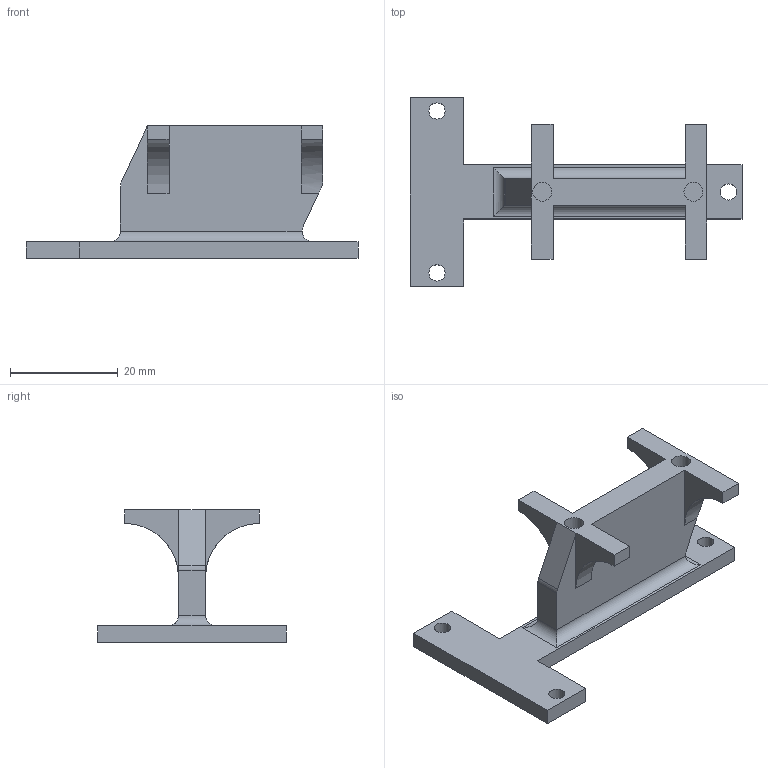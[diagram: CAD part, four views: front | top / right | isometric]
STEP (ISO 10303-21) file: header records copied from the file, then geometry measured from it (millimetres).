
FILE_DESCRIPTION(/* description */ (''),/* implementation_level */ '2;1');
FILE_NAME(/* name */ '身体内支撑件.stp',/* time_stamp */ '2025-08-14T18:50:53+08:00',/* author */ (''),/* organization */ (''),/* preprocessor_version */ 'ST-DEVELOPER v16.7',/* originating_system */ 'SIEMENS PLM Software NX 12.0',/* authorisation */ '');
FILE_SCHEMA (('AUTOMOTIVE_DESIGN { 1 0 10303 214 3 1 1 1 }'));
Length unit declared in the file: millimetre
Products named in the file (1): 身体内支撑件
Bounding box: 61.5 x 35 x 24.5 mm (x, y, z)
Volume: 6950 mm3; surface area: 4823.9 mm2
Topology: 1 solids, 1 shells, 44 faces, 115 edges, 76 vertices
Faces by surface type: plane 29, cylinder 15
Full cylindrical faces by diameter (mm): 3 x3, 3.5 x2
Entity records: 1352 total; most frequent: CARTESIAN_POINT 239, DIRECTION 224, ORIENTED_EDGE 216, EDGE_CURVE 108, LINE 78, VECTOR 78, VERTEX_POINT 74, AXIS2_PLACEMENT_3D 73
